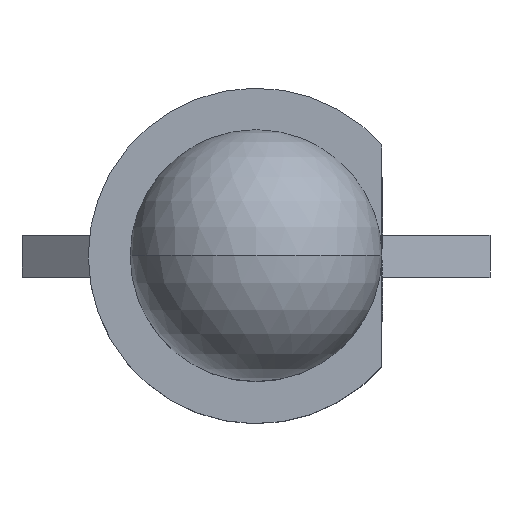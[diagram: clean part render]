
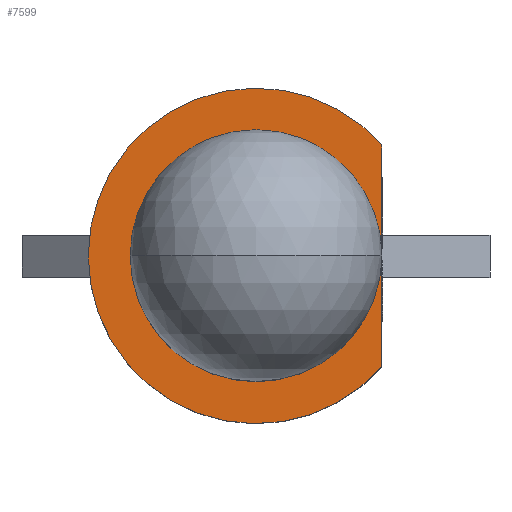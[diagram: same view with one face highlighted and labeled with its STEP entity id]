
A CAD part, top view. The second image highlights one B-rep face of the part: STEP entity #7599.
In plain terms, the highlighted planar face has unit normal (0, 0, 1).
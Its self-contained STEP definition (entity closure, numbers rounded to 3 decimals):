
#162 = FACE_OUTER_BOUND ( 'NONE', #6570, .T. ) ;
#290 = AXIS2_PLACEMENT_3D ( 'NONE', #8850, #9649, #7717 ) ;
#675 = ORIENTED_EDGE ( 'NONE', *, *, #4086, .T. ) ;
#1622 = AXIS2_PLACEMENT_3D ( 'NONE', #4475, #1709, #5756 ) ;
#1709 = DIRECTION ( 'NONE',  ( 0., 0., 1. ) ) ;
#1774 = CARTESIAN_POINT ( 'NONE',  ( 1.5, 0., 1. ) ) ;
#2385 = EDGE_CURVE ( 'NONE', #8297, #8384, #3768, .T. ) ;
#2452 = ORIENTED_EDGE ( 'NONE', *, *, #8370, .F. ) ;
#2595 = AXIS2_PLACEMENT_3D ( 'NONE', #10418, #5685, #8541 ) ;
#3097 = VERTEX_POINT ( 'NONE', #3732 ) ;
#3172 = ORIENTED_EDGE ( 'NONE', *, *, #5514, .T. ) ;
#3191 = AXIS2_PLACEMENT_3D ( 'NONE', #7230, #11997, #10224 ) ;
#3732 = CARTESIAN_POINT ( 'NONE',  ( 1.5, -1.323, 1. ) ) ;
#3754 = VERTEX_POINT ( 'NONE', #7956 ) ;
#3768 = CIRCLE ( 'NONE', #4779, 1.5 ) ;
#4086 = EDGE_CURVE ( 'NONE', #8384, #7691, #7814, .T. ) ;
#4112 = CARTESIAN_POINT ( 'NONE',  ( 1.5, 1.323, 1. ) ) ;
#4475 = CARTESIAN_POINT ( 'NONE',  ( 0., 0., 1. ) ) ;
#4634 = CIRCLE ( 'NONE', #1622, 1.5 ) ;
#4779 = AXIS2_PLACEMENT_3D ( 'NONE', #7110, #10952, #10820 ) ;
#4807 = CIRCLE ( 'NONE', #2595, 2. ) ;
#5407 = VECTOR ( 'NONE', #5486, 1000. ) ;
#5486 = DIRECTION ( 'NONE',  ( 0., 1., 0. ) ) ;
#5514 = EDGE_CURVE ( 'NONE', #7691, #3754, #6238, .T. ) ;
#5685 = DIRECTION ( 'NONE',  ( 0., 0., 1. ) ) ;
#5756 = DIRECTION ( 'NONE',  ( 1., 0., 0. ) ) ;
#6238 = CIRCLE ( 'NONE', #290, 2. ) ;
#6332 = CARTESIAN_POINT ( 'NONE',  ( 1.5, 1.323, 1. ) ) ;
#6455 = LINE ( 'NONE', #6332, #5407 ) ;
#6570 = EDGE_LOOP ( 'NONE', ( #10040, #8012, #2452, #675, #3172, #10120 ) ) ;
#6718 = CARTESIAN_POINT ( 'NONE',  ( 1.5, 1.323, 1. ) ) ;
#6871 = PLANE ( 'NONE',  #3191 ) ;
#7110 = CARTESIAN_POINT ( 'NONE',  ( 0., 0., 1. ) ) ;
#7230 = CARTESIAN_POINT ( 'NONE',  ( 0., 0., 1. ) ) ;
#7599 = ADVANCED_FACE ( 'NONE', ( #162 ), #6871, .T. ) ;
#7691 = VERTEX_POINT ( 'NONE', #6718 ) ;
#7717 = DIRECTION ( 'NONE',  ( 1., 0., 0. ) ) ;
#7814 = LINE ( 'NONE', #4112, #11989 ) ;
#7874 = DIRECTION ( 'NONE',  ( 0., 1., 0. ) ) ;
#7956 = CARTESIAN_POINT ( 'NONE',  ( -2., 0., 1. ) ) ;
#8012 = ORIENTED_EDGE ( 'NONE', *, *, #2385, .F. ) ;
#8297 = VERTEX_POINT ( 'NONE', #8298 ) ;
#8298 = CARTESIAN_POINT ( 'NONE',  ( -1.5, 0., 1. ) ) ;
#8370 = EDGE_CURVE ( 'NONE', #8384, #8297, #4634, .T. ) ;
#8384 = VERTEX_POINT ( 'NONE', #1774 ) ;
#8541 = DIRECTION ( 'NONE',  ( 1., 0., 0. ) ) ;
#8632 = EDGE_CURVE ( 'NONE', #3754, #3097, #4807, .T. ) ;
#8770 = EDGE_CURVE ( 'NONE', #3097, #8384, #6455, .T. ) ;
#8850 = CARTESIAN_POINT ( 'NONE',  ( 0., 0., 1. ) ) ;
#9649 = DIRECTION ( 'NONE',  ( 0., 0., 1. ) ) ;
#10040 = ORIENTED_EDGE ( 'NONE', *, *, #8770, .T. ) ;
#10120 = ORIENTED_EDGE ( 'NONE', *, *, #8632, .T. ) ;
#10224 = DIRECTION ( 'NONE',  ( 1., 0., 0. ) ) ;
#10418 = CARTESIAN_POINT ( 'NONE',  ( 0., 0., 1. ) ) ;
#10820 = DIRECTION ( 'NONE',  ( 1., 0., 0. ) ) ;
#10952 = DIRECTION ( 'NONE',  ( 0., 0., 1. ) ) ;
#11989 = VECTOR ( 'NONE', #7874, 1000. ) ;
#11997 = DIRECTION ( 'NONE',  ( 0., 0., 1. ) ) ;
